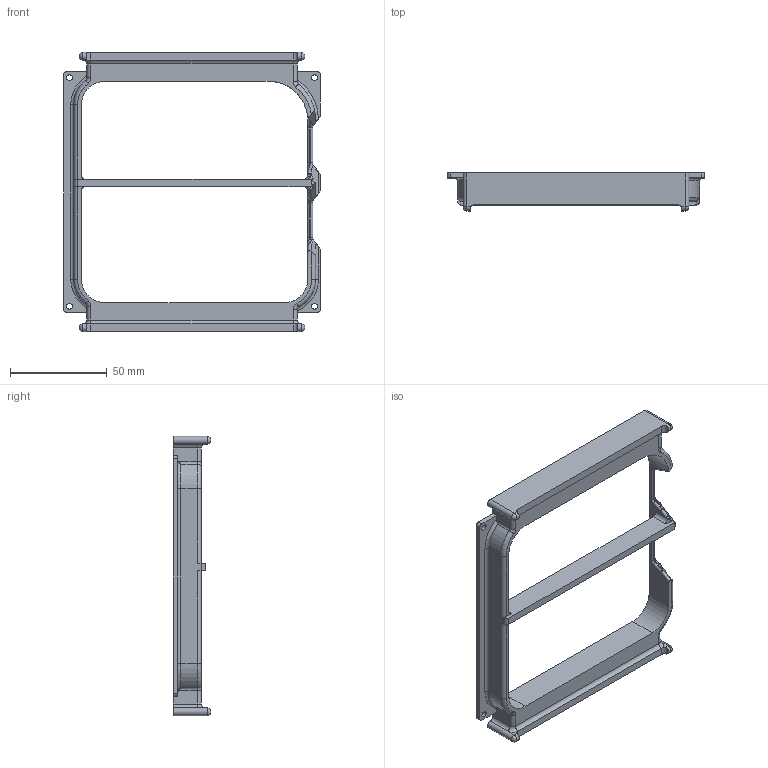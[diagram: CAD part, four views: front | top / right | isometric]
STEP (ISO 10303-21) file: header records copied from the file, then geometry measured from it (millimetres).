
FILE_DESCRIPTION(('STEP AP214'),'1');
FILE_NAME('Top-cap-2.stp','2022-08-31T19:58:20',(' '),(' '),'Spatial InterOp 3D',' ',' ');
FILE_SCHEMA(('AUTOMOTIVE_DESIGN { 1 0 10303 214 1 1 1 1 }'));
Length unit declared in the file: millimetre
Products named in the file (1): Top-cap
Bounding box: 132.4 x 19.5 x 144 mm (x, y, z)
Volume: 69666.8 mm3; surface area: 27836.7 mm2
Topology: 1 solids, 1 shells, 180 faces, 480 edges, 290 vertices
Faces by surface type: cylinder 76, plane 63, torus 26, sphere 9, bspline 6
Full cylindrical faces by diameter (mm): 3 x4
Entity records: 7292 total; most frequent: CARTESIAN_POINT 1360, DIRECTION 970, ORIENTED_EDGE 934, EDGE_CURVE 467, AXIS2_PLACEMENT_3D 369, VERTEX_POINT 290, LINE 232, VECTOR 232
